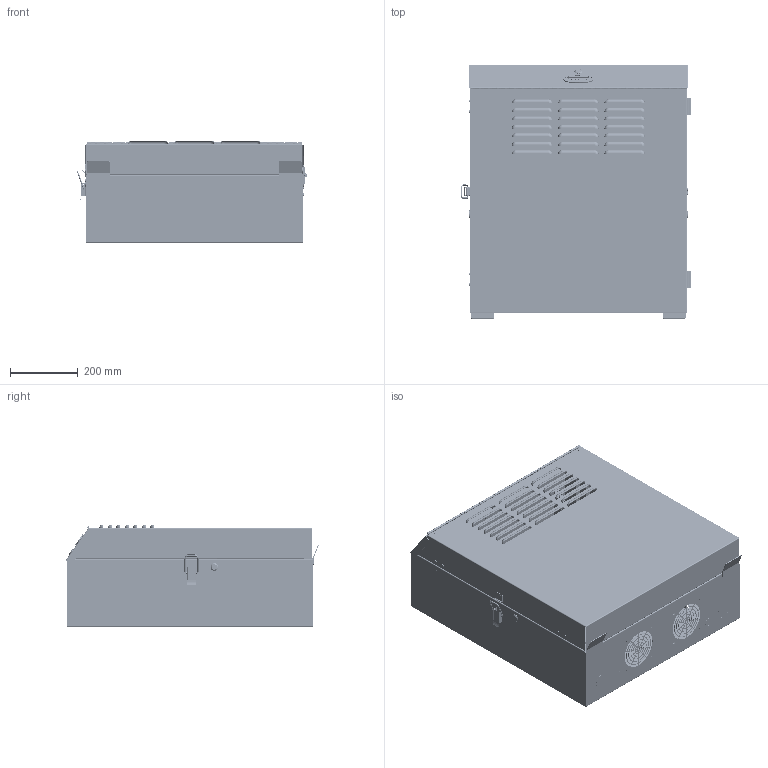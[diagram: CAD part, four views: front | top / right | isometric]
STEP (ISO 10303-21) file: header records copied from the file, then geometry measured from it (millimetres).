
FILE_DESCRIPTION (( 'STEP AP214' ), '1' );
FILE_NAME ('Tripp Lite SRWF6U.STEP', '2017-11-22T15:01:17', ( '' ), ( '' ), 'SwSTEP 2.0', 'SolidWorks 2015', '' );
FILE_SCHEMA (( 'AUTOMOTIVE_DESIGN' ));
Length unit declared in the file: inch
Products named in the file (44): 5U HRZ MTN RAIL_6U HRZ MTN RAIL; D963_M6X16-1; BACK_SUPPORT___; D963_M6X16_1-1; LOCK; BRKT SCREW_91200A128; 1056-07-02-1; 607-1A___; LOCK-WEDGE-___; RUBBER PLUG___; SIDE LOCK___; LEFT 2U PNL MTN BRKT; 202152_X2___; DOOR GUSSET___; 390775___; WT___; 95003A101_95003A101; Tripp Lite SRWF6U; FRT DOOR; 1___; SJ-DK607-1 PLATE___; RIGHT PATCH BRKT_6U RIGHT PATCH BRKT; CAB BASE_6U CAB BASE; 607-1B___; PRT1236___; lead in plate___; RIGHT 2U PNL MTN BRKT; 1056-u8_asm; PLUG LOCK HOLE___; 390776___; BASE_6U BASE; 1056-03_1-1; D963_M6X16_1-3; LEFT PATCH BRKT_6U LEFT PATCH BRKT; RIGHT BRACKET_6U RIGHT BRKT; DK607-1 LATCH___; TOP FLAP; LEFT BRACKET_6U LEFT BRKT; 1056-03_2; FRONT DOOR ...
Assembly tree (69 placements, depth 5):
  Tripp Lite SRWF6U
    CAB BASE_6U CAB BASE
      BASE_6U BASE
      LEFT BRACKET_6U LEFT BRKT
      RIGHT BRACKET_6U RIGHT BRKT
      BACK_SUPPORT___  x2
      PLUG LOCK HOLE___
      LEFT PATCH BRKT_6U LEFT PATCH BRKT
      RIGHT PATCH BRKT_6U RIGHT PATCH BRKT
      LEFT 2U PNL MTN BRKT
      RIGHT 2U PNL MTN BRKT
      DK607-1 LATCH___
        607-1A___
        607-1B___
      LOCK-WEDGE-___
      SIDE LOCK___
        WT___
        390776___
      RUBBER PLUG___  x6
      5U HRZ MTN RAIL_6U HRZ MTN RAIL  x2
      lead in plate___  x2
      BRKT SCREW_91200A128  x2
      1056-u8_asm  x2
        1056-03
          1056-03_1-1
          D963_M6X16-1
          D963_M6X16_1-1
        1056-03_2
          1056-03_1-3
          D963_M6X16-3
          D963_M6X16_1-3
        1056-07-02-1
      95003A101_95003A101  x4
    FRT DOOR
      FRONT DOOR
      DOOR GUSSET___  x2
      PIANO HINGE_ASM___
        1___  x2
        PRT1236___
      TOP FLAP
      SJ-DK607-1 PLATE___
      LOCK
        WT___
        390775___
      RUBBER PLUG___  x6
      202152_X2___
    95003A101_95003A101  x4
Bounding box: 680 x 748.51 x 303.94 mm (x, y, z)
Volume: 3384661.3 mm3; surface area: 4449815.7 mm2
Topology: 71 solids, 72 shells, 5289 faces, 13873 edges, 8795 vertices
Faces by surface type: cylinder 2487, plane 2357, bspline 197, cone 156, torus 92
Entity records: 139187 total; most frequent: CARTESIAN_POINT 35423, ORIENTED_EDGE 20016, DIRECTION 19421, EDGE_CURVE 10010, AXIS2_PLACEMENT_3D 6945, VERTEX_POINT 6363, LINE 5531, VECTOR 5531
